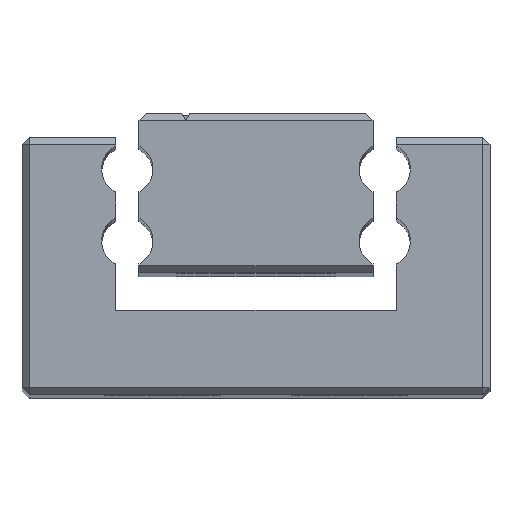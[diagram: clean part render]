
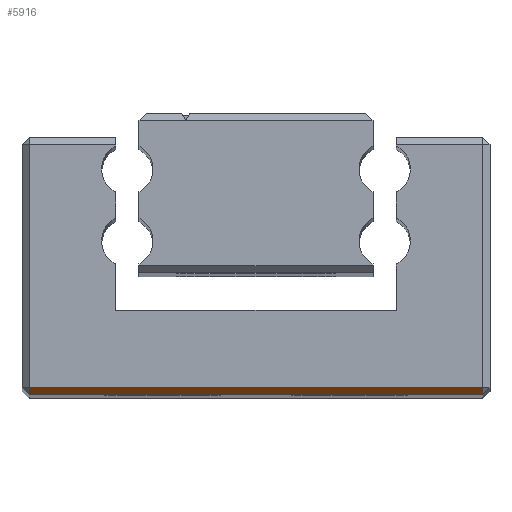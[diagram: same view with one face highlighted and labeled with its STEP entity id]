
A CAD part, top view. The second image highlights one B-rep face of the part: STEP entity #5916.
In plain terms, the highlighted planar face has unit normal (0, -0.707, 0.707).
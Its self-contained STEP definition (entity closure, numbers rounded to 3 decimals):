
#3836 = PLANE('',#3837);
#3837 = AXIS2_PLACEMENT_3D('',#3838,#3839,#3840);
#3838 = CARTESIAN_POINT('',(-3.,5.31,45.));
#3839 = DIRECTION('',(0.,0.,-1.));
#3840 = DIRECTION('',(-1.,0.,0.));
#4807 = VERTEX_POINT('',#4808);
#4808 = CARTESIAN_POINT('',(4.85,0.15,45.));
#4834 = EDGE_CURVE('',#4835,#4807,#4837,.T.);
#4835 = VERTEX_POINT('',#4836);
#4836 = CARTESIAN_POINT('',(-4.85,0.15,45.));
#4837 = SURFACE_CURVE('',#4838,(#4842,#4849),.PCURVE_S1.);
#4838 = LINE('',#4839,#4840);
#4839 = CARTESIAN_POINT('',(-5.,0.15,45.));
#4840 = VECTOR('',#4841,1.);
#4841 = DIRECTION('',(1.,0.,0.));
#4842 = PCURVE('',#3836,#4843);
#4843 = DEFINITIONAL_REPRESENTATION('',(#4844),#4848);
#4844 = LINE('',#4845,#4846);
#4845 = CARTESIAN_POINT('',(2.,-5.16));
#4846 = VECTOR('',#4847,1.);
#4847 = DIRECTION('',(-1.,0.));
#4848 = ( GEOMETRIC_REPRESENTATION_CONTEXT(2) 
PARAMETRIC_REPRESENTATION_CONTEXT() REPRESENTATION_CONTEXT('2D SPACE',''
  ) );
#4849 = PCURVE('',#4850,#4855);
#4850 = PLANE('',#4851);
#4851 = AXIS2_PLACEMENT_3D('',#4852,#4853,#4854);
#4852 = CARTESIAN_POINT('',(-5.,0.075,44.925));
#4853 = DIRECTION('',(0.,-0.707,0.707));
#4854 = DIRECTION('',(1.,0.,0.));
#4855 = DEFINITIONAL_REPRESENTATION('',(#4856),#4860);
#4856 = LINE('',#4857,#4858);
#4857 = CARTESIAN_POINT('',(0.,0.106));
#4858 = VECTOR('',#4859,1.);
#4859 = DIRECTION('',(1.,0.));
#4860 = ( GEOMETRIC_REPRESENTATION_CONTEXT(2) 
PARAMETRIC_REPRESENTATION_CONTEXT() REPRESENTATION_CONTEXT('2D SPACE',''
  ) );
#5167 = PLANE('',#5168);
#5168 = AXIS2_PLACEMENT_3D('',#5169,#5170,#5171);
#5169 = CARTESIAN_POINT('',(-5.,0.,0.));
#5170 = DIRECTION('',(0.,1.,0.));
#5171 = DIRECTION('',(1.,0.,0.));
#5882 = PLANE('',#5883);
#5883 = AXIS2_PLACEMENT_3D('',#5884,#5885,#5886);
#5884 = CARTESIAN_POINT('',(-4.85,0.15,45.));
#5885 = DIRECTION('',(0.577,0.577,-0.577));
#5886 = DIRECTION('',(0.707,-0.707,0.
    ));
#5916 = ADVANCED_FACE('',(#5917),#4850,.T.);
#5917 = FACE_BOUND('',#5918,.T.);
#5918 = EDGE_LOOP('',(#5919,#5942,#5965,#5991));
#5919 = ORIENTED_EDGE('',*,*,#5920,.T.);
#5920 = EDGE_CURVE('',#4835,#5921,#5923,.T.);
#5921 = VERTEX_POINT('',#5922);
#5922 = CARTESIAN_POINT('',(-4.85,0.,44.85));
#5923 = SURFACE_CURVE('',#5924,(#5928,#5935),.PCURVE_S1.);
#5924 = LINE('',#5925,#5926);
#5925 = CARTESIAN_POINT('',(-4.85,0.113,44.963));
#5926 = VECTOR('',#5927,1.);
#5927 = DIRECTION('',(0.,-0.707,
    -0.707));
#5928 = PCURVE('',#4850,#5929);
#5929 = DEFINITIONAL_REPRESENTATION('',(#5930),#5934);
#5930 = LINE('',#5931,#5932);
#5931 = CARTESIAN_POINT('',(0.15,0.053));
#5932 = VECTOR('',#5933,1.);
#5933 = DIRECTION('',(0.,-1.));
#5934 = ( GEOMETRIC_REPRESENTATION_CONTEXT(2) 
PARAMETRIC_REPRESENTATION_CONTEXT() REPRESENTATION_CONTEXT('2D SPACE',''
  ) );
#5935 = PCURVE('',#5882,#5936);
#5936 = DEFINITIONAL_REPRESENTATION('',(#5937),#5941);
#5937 = LINE('',#5938,#5939);
#5938 = CARTESIAN_POINT('',(0.027,0.046));
#5939 = VECTOR('',#5940,1.);
#5940 = DIRECTION('',(0.5,0.866));
#5941 = ( GEOMETRIC_REPRESENTATION_CONTEXT(2) 
PARAMETRIC_REPRESENTATION_CONTEXT() REPRESENTATION_CONTEXT('2D SPACE',''
  ) );
#5942 = ORIENTED_EDGE('',*,*,#5943,.T.);
#5943 = EDGE_CURVE('',#5921,#5944,#5946,.T.);
#5944 = VERTEX_POINT('',#5945);
#5945 = CARTESIAN_POINT('',(4.85,0.,44.85));
#5946 = SURFACE_CURVE('',#5947,(#5951,#5958),.PCURVE_S1.);
#5947 = LINE('',#5948,#5949);
#5948 = CARTESIAN_POINT('',(-5.,0.,44.85));
#5949 = VECTOR('',#5950,1.);
#5950 = DIRECTION('',(1.,0.,0.));
#5951 = PCURVE('',#4850,#5952);
#5952 = DEFINITIONAL_REPRESENTATION('',(#5953),#5957);
#5953 = LINE('',#5954,#5955);
#5954 = CARTESIAN_POINT('',(0.,-0.106));
#5955 = VECTOR('',#5956,1.);
#5956 = DIRECTION('',(1.,0.));
#5957 = ( GEOMETRIC_REPRESENTATION_CONTEXT(2) 
PARAMETRIC_REPRESENTATION_CONTEXT() REPRESENTATION_CONTEXT('2D SPACE',''
  ) );
#5958 = PCURVE('',#5167,#5959);
#5959 = DEFINITIONAL_REPRESENTATION('',(#5960),#5964);
#5960 = LINE('',#5961,#5962);
#5961 = CARTESIAN_POINT('',(0.,-44.85));
#5962 = VECTOR('',#5963,1.);
#5963 = DIRECTION('',(1.,0.));
#5964 = ( GEOMETRIC_REPRESENTATION_CONTEXT(2) 
PARAMETRIC_REPRESENTATION_CONTEXT() REPRESENTATION_CONTEXT('2D SPACE',''
  ) );
#5965 = ORIENTED_EDGE('',*,*,#5966,.F.);
#5966 = EDGE_CURVE('',#4807,#5944,#5967,.T.);
#5967 = SURFACE_CURVE('',#5968,(#5972,#5979),.PCURVE_S1.);
#5968 = LINE('',#5969,#5970);
#5969 = CARTESIAN_POINT('',(4.85,0.113,44.963));
#5970 = VECTOR('',#5971,1.);
#5971 = DIRECTION('',(0.,-0.707,
    -0.707));
#5972 = PCURVE('',#4850,#5973);
#5973 = DEFINITIONAL_REPRESENTATION('',(#5974),#5978);
#5974 = LINE('',#5975,#5976);
#5975 = CARTESIAN_POINT('',(9.85,0.053));
#5976 = VECTOR('',#5977,1.);
#5977 = DIRECTION('',(0.,-1.));
#5978 = ( GEOMETRIC_REPRESENTATION_CONTEXT(2) 
PARAMETRIC_REPRESENTATION_CONTEXT() REPRESENTATION_CONTEXT('2D SPACE',''
  ) );
#5979 = PCURVE('',#5980,#5985);
#5980 = PLANE('',#5981);
#5981 = AXIS2_PLACEMENT_3D('',#5982,#5983,#5984);
#5982 = CARTESIAN_POINT('',(4.85,0.15,45.));
#5983 = DIRECTION('',(-0.577,0.577,-0.577));
#5984 = DIRECTION('',(0.707,0.707,0.
    ));
#5985 = DEFINITIONAL_REPRESENTATION('',(#5986),#5990);
#5986 = LINE('',#5987,#5988);
#5987 = CARTESIAN_POINT('',(-0.027,0.046));
#5988 = VECTOR('',#5989,1.);
#5989 = DIRECTION('',(-0.5,0.866));
#5990 = ( GEOMETRIC_REPRESENTATION_CONTEXT(2) 
PARAMETRIC_REPRESENTATION_CONTEXT() REPRESENTATION_CONTEXT('2D SPACE',''
  ) );
#5991 = ORIENTED_EDGE('',*,*,#4834,.F.);
